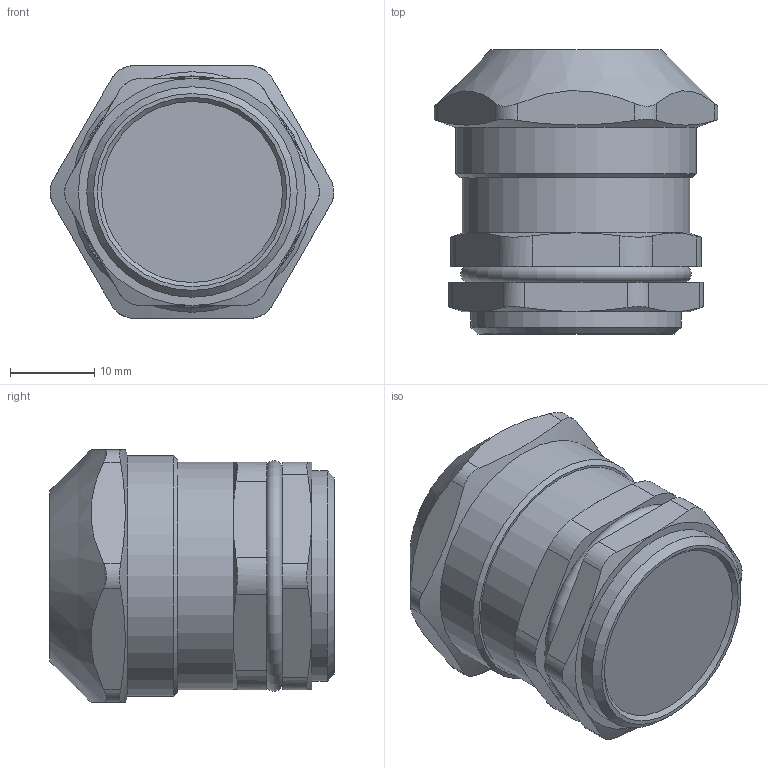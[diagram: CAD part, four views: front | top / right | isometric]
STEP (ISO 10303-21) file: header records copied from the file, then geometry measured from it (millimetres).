
FILE_DESCRIPTION(/* description */ (''),/* implementation_level */ '2;1');
FILE_NAME(/* name */ '',/* time_stamp */ '2023-10-25T09:11:23+07:00',/* author */ ('zeta-09'),/* organization */ (''),/* preprocessor_version */ 'ST-DEVELOPER v19.2',/* originating_system */ 'Autodesk Inventor 2024',/* authorisation */ '');
FILE_SCHEMA (('AUTOMOTIVE_DESIGN { 1 0 10303 214 3 1 1 }'));
Length unit declared in the file: millimetre
Products named in the file (1): Деталь7
Bounding box: 33.71 x 33.75 x 30 mm (x, y, z)
Volume: 19931 mm3; surface area: 4535.1 mm2
Topology: 1 solids, 1 shells, 66 faces, 161 edges, 103 vertices
Faces by surface type: plane 26, cylinder 22, cone 17, torus 1
Full cylindrical faces by diameter (mm): 18.5 x1, 25 x1, 27 x1, 28.6 x1
Entity records: 2202 total; most frequent: CARTESIAN_POINT 645, ORIENTED_EDGE 322, DIRECTION 275, EDGE_CURVE 161, AXIS2_PLACEMENT_3D 109, VERTEX_POINT 103, EDGE_LOOP 72, FACE_OUTER_BOUND 66
